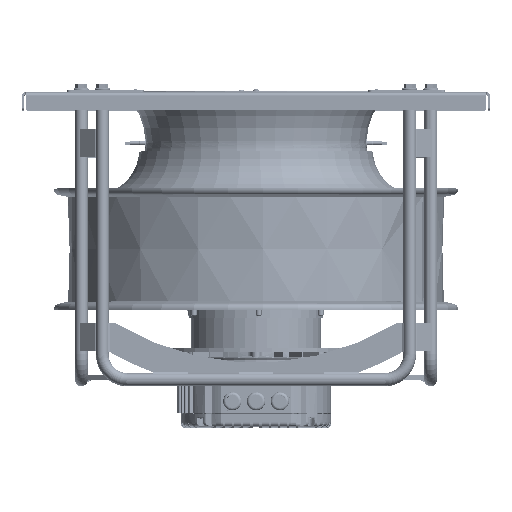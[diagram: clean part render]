
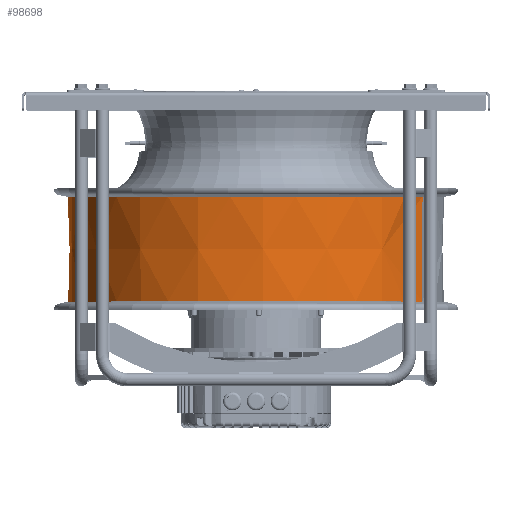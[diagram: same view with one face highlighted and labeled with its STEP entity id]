
A CAD part, top view. The second image highlights one B-rep face of the part: STEP entity #98698.
In plain terms, the highlighted conical face has half-angle 0.249 degrees and reference radius 269.388 mm.
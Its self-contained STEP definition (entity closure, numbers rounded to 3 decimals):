
#98035=CARTESIAN_POINT('',(0.,0.,0.));
#98036=DIRECTION('',(0.,1.,0.));
#98037=DIRECTION('',(0.,0.,1.));
#98038=AXIS2_PLACEMENT_3D('',#98035,#98036,#98037);
#98050=CARTESIAN_POINT('',(0.,150.047,0.));
#98051=DIRECTION('',(0.,1.,0.));
#98052=DIRECTION('',(-1.,0.,0.));
#98053=AXIS2_PLACEMENT_3D('',#98050,#98051,#98052);
#98055=CARTESIAN_POINT('',(0.,0.,0.));
#98056=DIRECTION('',(0.,1.,0.));
#98057=DIRECTION('',(-1.,0.,0.));
#98058=AXIS2_PLACEMENT_3D('',#98055,#98056,#98057);
#98070=DIRECTION('',(-0.004,-1.,0.));
#98071=VECTOR('',#98070,150.049);
#98072=CARTESIAN_POINT('',(269.714,150.047,
0.));
#98073=LINE('',#98072,#98071);
#98079=DIRECTION('',(0.004,-1.,0.));
#98080=VECTOR('',#98079,150.049);
#98081=CARTESIAN_POINT('',(-269.714,150.047,
0.));
#98082=LINE('',#98081,#98080);
#98341=CARTESIAN_POINT('',(-269.714,150.047,
0.));
#98342=VERTEX_POINT('',#98341);
#98349=CARTESIAN_POINT('',(269.714,150.047,
0.));
#98350=VERTEX_POINT('',#98349);
#98351=CARTESIAN_POINT('',(-269.062,0.,
0.));
#98352=CARTESIAN_POINT('',(0.,0.,
269.062));
#98353=VERTEX_POINT('',#98351);
#98354=VERTEX_POINT('',#98352);
#98355=CARTESIAN_POINT('',(269.062,0.,0.));
#98356=VERTEX_POINT('',#98355);
#98682=CARTESIAN_POINT('',(0.,75.024,0.));
#98683=DIRECTION('',(0.,1.,0.));
#98684=DIRECTION('',(1.,0.,0.));
#98685=AXIS2_PLACEMENT_3D('',#98682,#98683,#98684);
#98686=CONICAL_SURFACE('',#98685,269.388,0.249);
#98688=ORIENTED_EDGE('',*,*,#98687,.F.);
#98690=ORIENTED_EDGE('',*,*,#98689,.F.);
#98692=ORIENTED_EDGE('',*,*,#98691,.T.);
#98694=ORIENTED_EDGE('',*,*,#98693,.T.);
#98695=ORIENTED_EDGE('',*,*,#98670,.F.);
#98696=EDGE_LOOP('',(#98688,#98690,#98692,#98694,#98695));
#98697=FACE_OUTER_BOUND('',#98696,.F.);
#98698=ADVANCED_FACE('',(#98697),#98686,.T.);
#98039=CIRCLE('',#98038,269.062);
#98054=CIRCLE('',#98053,269.714);
#98059=CIRCLE('',#98058,269.062);
#98670=EDGE_CURVE('',#98354,#98356,#98039,.T.);
#98687=EDGE_CURVE('',#98353,#98354,#98059,.T.);
#98689=EDGE_CURVE('',#98342,#98353,#98082,.T.);
#98691=EDGE_CURVE('',#98342,#98350,#98054,.T.);
#98693=EDGE_CURVE('',#98350,#98356,#98073,.T.);
